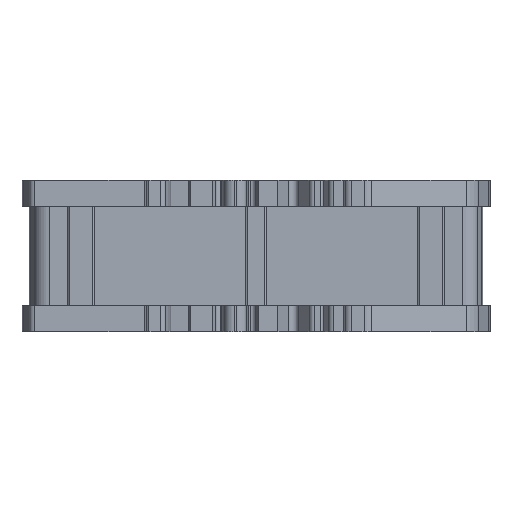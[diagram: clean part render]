
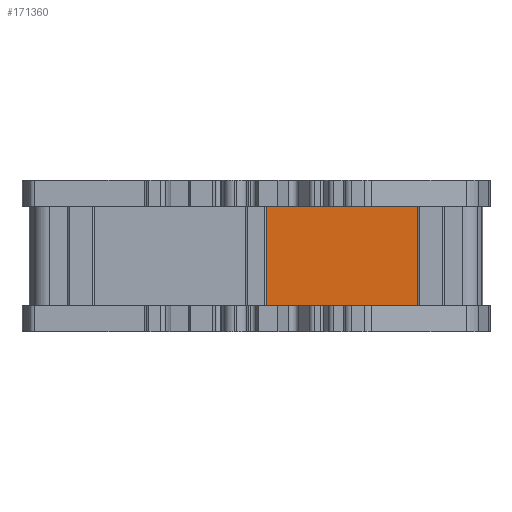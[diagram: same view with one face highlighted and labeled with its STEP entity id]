
A CAD part, front view. The second image highlights one B-rep face of the part: STEP entity #171360.
In plain terms, the highlighted planar face has unit normal (0, -1, 0).
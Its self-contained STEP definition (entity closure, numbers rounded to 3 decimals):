
#70220=CARTESIAN_POINT('',(44.85,75.,24.));
#70230=VERTEX_POINT('',#70220);
#70260=CARTESIAN_POINT('',(12.3,75.,24.));
#70270=DIRECTION('',(-1.,0.,0.));
#70280=VECTOR('',#70270,1.);
#70290=LINE('',#70260,#70280);
#70300=CARTESIAN_POINT('',(13.25,75.,24.));
#70310=VERTEX_POINT('',#70300);
#70320=EDGE_CURVE('',#70230,#70310,#70290,.T.);
#162950=CARTESIAN_POINT('',(13.25,75.,5.));
#162960=VERTEX_POINT('',#162950);
#162990=CARTESIAN_POINT('',(12.3,75.,5.));
#163000=DIRECTION('',(-1.,0.,0.));
#163010=VECTOR('',#163000,1.);
#163020=LINE('',#162990,#163010);
#163030=CARTESIAN_POINT('',(44.85,75.,5.));
#163040=VERTEX_POINT('',#163030);
#163050=EDGE_CURVE('',#163040,#162960,#163020,.T.);
#171010=CARTESIAN_POINT('',(44.85,75.,10.));
#171020=DIRECTION('',(0.,0.,-1.));
#171030=VECTOR('',#171020,1.);
#171040=LINE('',#171010,#171030);
#171050=EDGE_CURVE('',#70230,#163040,#171040,.T.);
#171200=CARTESIAN_POINT('',(29.8,75.,-14.5));
#171210=DIRECTION('',(-0.,-1.,-0.));
#171220=DIRECTION('',(-1.,0.,0.));
#171230=AXIS2_PLACEMENT_3D('',#171200,#171210,#171220);
#171240=PLANE('',#171230);
#171250=ORIENTED_EDGE('',*,*,#171050,.F.);
#171260=ORIENTED_EDGE('',*,*,#163050,.F.);
#171270=CARTESIAN_POINT('',(13.25,75.,8.));
#171280=DIRECTION('',(0.,0.,-1.));
#171290=VECTOR('',#171280,1.);
#171300=LINE('',#171270,#171290);
#171310=EDGE_CURVE('',#70310,#162960,#171300,.T.);
#171320=ORIENTED_EDGE('',*,*,#171310,.T.);
#171330=ORIENTED_EDGE('',*,*,#70320,.T.);
#171340=EDGE_LOOP('',(#171330,#171320,#171260,#171250));
#171350=FACE_OUTER_BOUND('',#171340,.T.);
#171360=ADVANCED_FACE('',(#171350),#171240,.T.);
